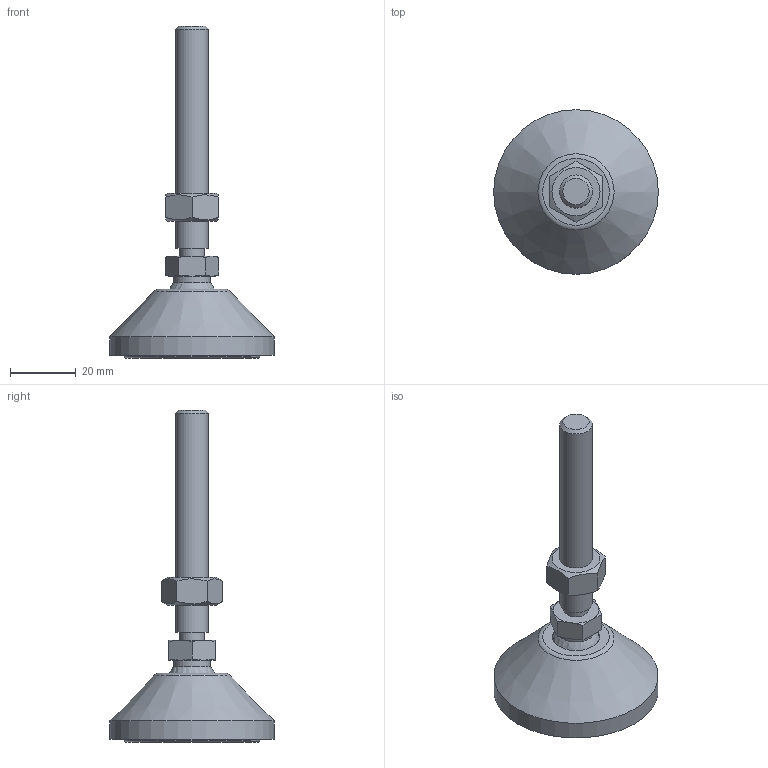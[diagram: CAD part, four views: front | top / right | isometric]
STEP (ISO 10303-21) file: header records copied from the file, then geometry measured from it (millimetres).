
FILE_DESCRIPTION((''),'2;1');
FILE_NAME('405010L.stp','2014-02-13T17:15:08',('AlitecKK'),(''),'Autodesk Inventor 2011','Autodesk Inventor 2011','');
FILE_SCHEMA(('AUTOMOTIVE_DESIGN { 1 0 10303 214 1 1 1 1 }'));
Length unit declared in the file: millimetre
Products named in the file (5): 405010L; 405010-1; 405010-2; 405010-3L; ISO4032_M10
Assembly tree (4 placements, depth 2):
  405010L
    405010-1
    405010-2
    405010-3L
    ISO4032_M10
Bounding box: 50 x 50 x 100.89 mm (x, y, z)
Volume: 31115.5 mm3; surface area: 16350.2 mm2
Topology: 4 solids, 4 shells, 94 faces, 216 edges, 140 vertices
Faces by surface type: plane 54, cone 19, sphere 10, cylinder 9, torus 2
Full cylindrical faces by diameter (mm): 7.5 x1, 8.376 x1, 10 x1, 11.2 x1, 14.25 x1, 14.3 x1, 41.3 x1, 41.5 x1, 50 x1
Entity records: 2658 total; most frequent: CARTESIAN_POINT 527, DIRECTION 434, ORIENTED_EDGE 376, AXIS2_PLACEMENT_3D 195, EDGE_CURVE 188, VERTEX_POINT 132, EDGE_LOOP 126, FACE_OUTER_BOUND 94
